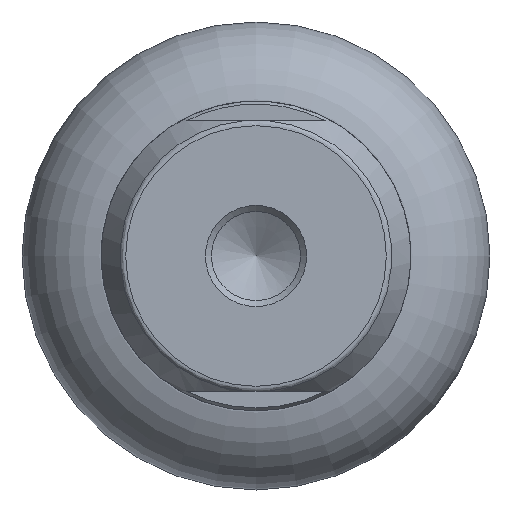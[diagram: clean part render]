
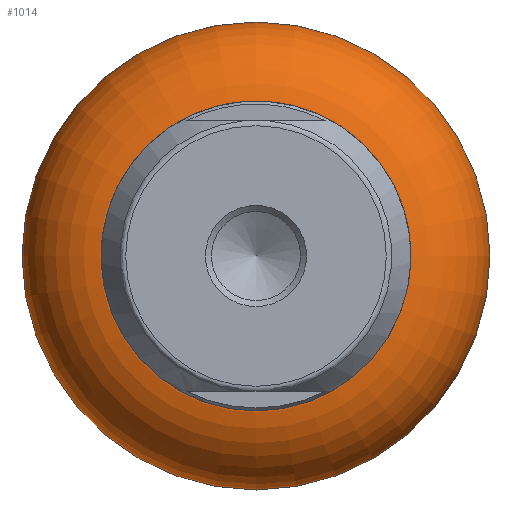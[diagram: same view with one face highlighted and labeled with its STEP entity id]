
A CAD part, front view. The second image highlights one B-rep face of the part: STEP entity #1014.
In plain terms, the highlighted toroidal (fillet/blend) face has major radius 13.5 mm and minor radius 9 mm.
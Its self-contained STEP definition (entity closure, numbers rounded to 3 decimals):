
#149=TOROIDAL_SURFACE('',#1203,13.5,9.);
#348=ORIENTED_EDGE('',*,*,#483,.T.);
#349=ORIENTED_EDGE('',*,*,#485,.F.);
#483=EDGE_CURVE('',#584,#584,#661,.T.);
#485=EDGE_CURVE('',#586,#586,#663,.T.);
#584=VERTEX_POINT('',#1810);
#586=VERTEX_POINT('',#1816);
#661=CIRCLE('',#1198,13.5);
#663=CIRCLE('',#1202,13.5);
#778=EDGE_LOOP('',(#348));
#779=EDGE_LOOP('',(#349));
#911=FACE_BOUND('',#778,.T.);
#912=FACE_BOUND('',#779,.T.);
#1014=ADVANCED_FACE('',(#911,#912),#149,.T.);
#1198=AXIS2_PLACEMENT_3D('',#1809,#1483,#1484);
#1202=AXIS2_PLACEMENT_3D('',#1815,#1491,#1492);
#1203=AXIS2_PLACEMENT_3D('',#1817,#1493,#1494);
#1483=DIRECTION('',(0.,-1.,0.));
#1484=DIRECTION('',(0.,0.,-1.));
#1491=DIRECTION('',(0.,-1.,0.));
#1492=DIRECTION('',(0.,0.,-1.));
#1493=DIRECTION('',(0.,-1.,0.));
#1494=DIRECTION('',(0.,0.,-1.));
#1809=CARTESIAN_POINT('',(0.,9.,0.));
#1810=CARTESIAN_POINT('',(0.,9.,-13.5));
#1815=CARTESIAN_POINT('',(0.,-9.,0.));
#1816=CARTESIAN_POINT('',(0.,-9.,-13.5));
#1817=CARTESIAN_POINT('',(0.,0.,0.));
